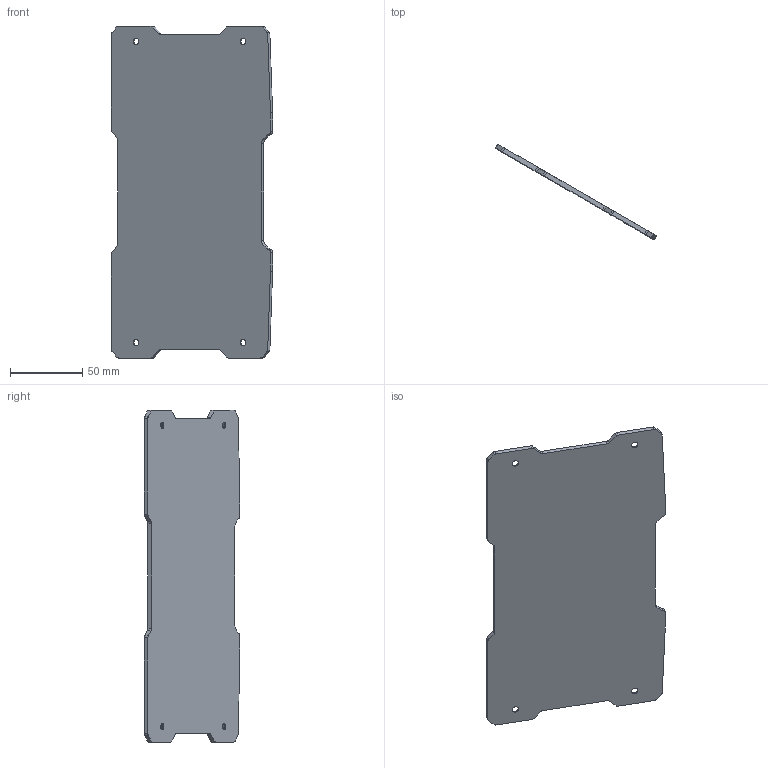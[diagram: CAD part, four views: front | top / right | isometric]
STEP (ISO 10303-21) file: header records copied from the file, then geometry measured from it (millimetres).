
FILE_DESCRIPTION(/* description */ (''),/* implementation_level */ '2;1');
FILE_NAME(/* name */ 'AM12装甲板受力 v1.step',/* time_stamp */ '2020-12-03T16:30:13+08:00',/* author */ (''),/* organization */ (''),/* preprocessor_version */ 'ST-DEVELOPER v18.1',/* originating_system */ 'Autodesk Translation Framework v9.3.0.1241',/* authorisation */ '');
FILE_SCHEMA (('AUTOMOTIVE_DESIGN { 1 0 10303 214 3 1 1 }'));
Length unit declared in the file: millimetre
Products named in the file (1): AM12装甲板受力
Bounding box: 111.66 x 66.2 x 230 mm (x, y, z)
Volume: 81596.9 mm3; surface area: 57204.3 mm2
Topology: 1 solids, 1 shells, 82 faces, 230 edges, 152 vertices
Faces by surface type: plane 38, cylinder 32, cone 12
Full cylindrical faces by diameter (mm): 4.5 x4
Entity records: 2811 total; most frequent: DIRECTION 480, CARTESIAN_POINT 465, ORIENTED_EDGE 460, EDGE_CURVE 230, AXIS2_PLACEMENT_3D 167, VERTEX_POINT 152, LINE 146, VECTOR 146
